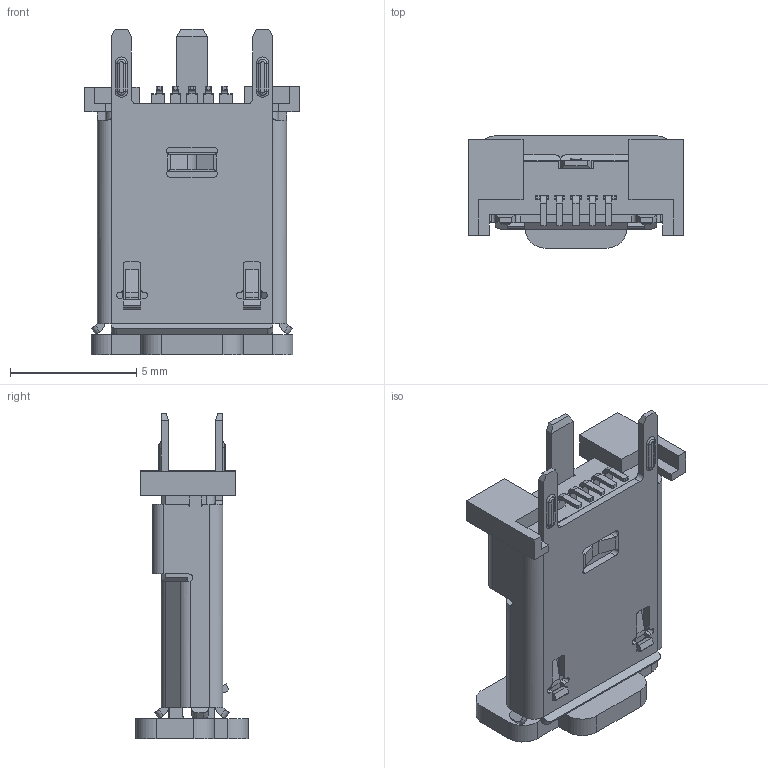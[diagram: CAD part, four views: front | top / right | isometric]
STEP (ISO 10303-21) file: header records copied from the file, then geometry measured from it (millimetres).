
FILE_DESCRIPTION( ( 'STEP AP214' ), '1' );
FILE_NAME( '1051330031.stp', '2022-02-20T07:51:13', ( 'License CC BY-ND 4.0' ), ( 'CADENAS' ), ' ', 'PARTsolutions', ' ' );
FILE_SCHEMA( ( 'AUTOMOTIVE_DESIGN { 1 0 10303 214 1 1 1 1 }' ) );
Length unit declared in the file: millimetre
Products named in the file (2): 1051330031; 1
Assembly tree (1 placements, depth 2):
  1051330031
    1
Bounding box: 8.5 x 4.45 x 12.9 mm (x, y, z)
Surface area: 652.1 mm2 (no closed solid volume)
Topology: 0 solids, 799 shells, 799 faces, 4464 edges, 4460 vertices
Faces by surface type: plane 573, cylinder 208, torus 8, bspline 4, sphere 4, cone 2
Entity records: 43382 total; most frequent: CARTESIAN_POINT 10296, DIRECTION 6824, ORIENTED_EDGE 4460, EDGE_CURVE 4460, VERTEX_POINT 4460, LINE 3434, VECTOR 3434, AXIS2_PLACEMENT_3D 1695
